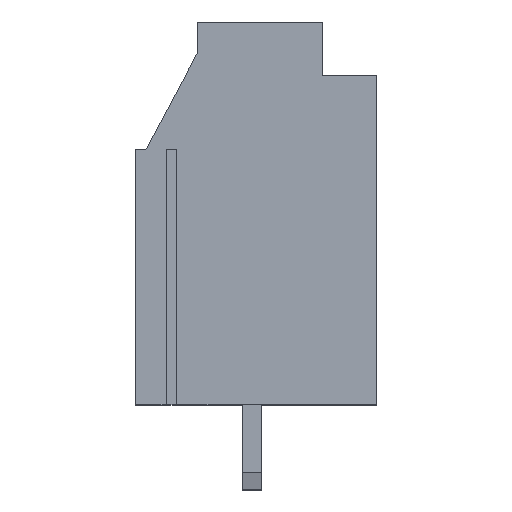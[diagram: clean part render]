
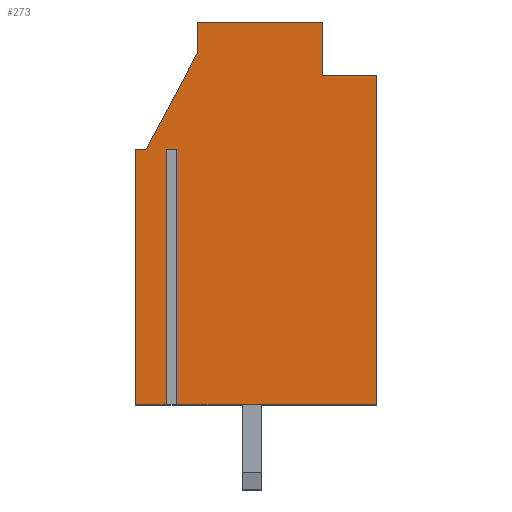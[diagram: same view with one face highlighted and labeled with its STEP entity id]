
A CAD part, top view. The second image highlights one B-rep face of the part: STEP entity #273.
In plain terms, the highlighted planar face has unit normal (0, 0, 1).
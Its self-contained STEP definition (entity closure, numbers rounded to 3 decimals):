
#273 = ADVANCED_FACE( '', ( #582 ), #583, .T. );
#582 = FACE_OUTER_BOUND( '', #916, .T. );
#583 = PLANE( '', #917 );
#916 = EDGE_LOOP( '', ( #1619, #1620, #1621, #1622, #1623, #1624, #1625, #1626, #1627, #1628, #1629, #1630, #1631 ) );
#917 = AXIS2_PLACEMENT_3D( '', #1632, #1633, #1634 );
#1619 = ORIENTED_EDGE( '', *, *, #2165, .F. );
#1620 = ORIENTED_EDGE( '', *, *, #2192, .F. );
#1621 = ORIENTED_EDGE( '', *, *, #2242, .F. );
#1622 = ORIENTED_EDGE( '', *, *, #2138, .F. );
#1623 = ORIENTED_EDGE( '', *, *, #2004, .F. );
#1624 = ORIENTED_EDGE( '', *, *, #2049, .F. );
#1625 = ORIENTED_EDGE( '', *, *, #2241, .F. );
#1626 = ORIENTED_EDGE( '', *, *, #2195, .F. );
#1627 = ORIENTED_EDGE( '', *, *, #2263, .F. );
#1628 = ORIENTED_EDGE( '', *, *, #1985, .F. );
#1629 = ORIENTED_EDGE( '', *, *, #2162, .F. );
#1630 = ORIENTED_EDGE( '', *, *, #2204, .F. );
#1631 = ORIENTED_EDGE( '', *, *, #2234, .F. );
#1632 = CARTESIAN_POINT( '', ( 11.35, -6.215, 15.24 ) );
#1633 = DIRECTION( '', ( 0., 0., 1. ) );
#1634 = DIRECTION( '', ( -1., 0., 0. ) );
#1985 = EDGE_CURVE( '', #2362, #2364, #2365, .T. );
#2004 = EDGE_CURVE( '', #2399, #2395, #2401, .T. );
#2049 = EDGE_CURVE( '', #2476, #2399, #2478, .T. );
#2138 = EDGE_CURVE( '', #2395, #2616, #2618, .T. );
#2162 = EDGE_CURVE( '', #2656, #2362, #2658, .T. );
#2165 = EDGE_CURVE( '', #2660, #2662, #2663, .T. );
#2192 = EDGE_CURVE( '', #2703, #2660, #2705, .T. );
#2195 = EDGE_CURVE( '', #2707, #2709, #2710, .T. );
#2204 = EDGE_CURVE( '', #2720, #2656, #2722, .T. );
#2234 = EDGE_CURVE( '', #2662, #2720, #2765, .T. );
#2241 = EDGE_CURVE( '', #2709, #2476, #2773, .T. );
#2242 = EDGE_CURVE( '', #2616, #2703, #2774, .T. );
#2263 = EDGE_CURVE( '', #2364, #2707, #2802, .T. );
#2362 = VERTEX_POINT( '', #2917 );
#2364 = VERTEX_POINT( '', #2920 );
#2365 = LINE( '', #2921, #2922 );
#2395 = VERTEX_POINT( '', #2966 );
#2399 = VERTEX_POINT( '', #2972 );
#2401 = LINE( '', #2975, #2976 );
#2476 = VERTEX_POINT( '', #3084 );
#2478 = LINE( '', #3087, #3088 );
#2616 = VERTEX_POINT( '', #3283 );
#2618 = LINE( '', #3286, #3287 );
#2656 = VERTEX_POINT( '', #3343 );
#2658 = LINE( '', #3346, #3347 );
#2660 = VERTEX_POINT( '', #3349 );
#2662 = VERTEX_POINT( '', #3352 );
#2663 = LINE( '', #3353, #3354 );
#2703 = VERTEX_POINT( '', #3415 );
#2705 = LINE( '', #3418, #3419 );
#2707 = VERTEX_POINT( '', #3421 );
#2709 = VERTEX_POINT( '', #3424 );
#2710 = LINE( '', #3425, #3426 );
#2720 = VERTEX_POINT( '', #3441 );
#2722 = LINE( '', #3444, #3445 );
#2765 = LINE( '', #3508, #3509 );
#2773 = LINE( '', #3522, #3523 );
#2774 = LINE( '', #3524, #3525 );
#2802 = LINE( '', #3566, #3567 );
#2917 = CARTESIAN_POINT( '', ( 8.8, 18., 15.24 ) );
#2920 = CARTESIAN_POINT( '', ( 8.8, 15.5, 15.24 ) );
#2921 = CARTESIAN_POINT( '', ( 8.8, 0., 15.24 ) );
#2922 = VECTOR( '', #3699, 1000. );
#2966 = CARTESIAN_POINT( '', ( 1.446, 12., 15.24 ) );
#2972 = CARTESIAN_POINT( '', ( 1.954, 12., 15.24 ) );
#2975 = CARTESIAN_POINT( '', ( 5.35, 12., 15.24 ) );
#2976 = VECTOR( '', #3717, 1000. );
#3084 = CARTESIAN_POINT( '', ( 1.954, 0., 15.24 ) );
#3087 = CARTESIAN_POINT( '', ( 1.954, 0., 15.24 ) );
#3088 = VECTOR( '', #3755, 1000. );
#3283 = CARTESIAN_POINT( '', ( 1.446, 0., 15.24 ) );
#3286 = CARTESIAN_POINT( '', ( 1.446, 0., 15.24 ) );
#3287 = VECTOR( '', #3844, 1000. );
#3343 = CARTESIAN_POINT( '', ( 2.9, 18., 15.24 ) );
#3346 = CARTESIAN_POINT( '', ( 5.35, 18., 15.24 ) );
#3347 = VECTOR( '', #3864, 1000. );
#3349 = CARTESIAN_POINT( '', ( 0., 12., 15.24 ) );
#3352 = CARTESIAN_POINT( '', ( 0.5, 12., 15.24 ) );
#3353 = CARTESIAN_POINT( '', ( 5.35, 12., 15.24 ) );
#3354 = VECTOR( '', #3866, 1000. );
#3415 = CARTESIAN_POINT( '', ( 0., 0., 15.24 ) );
#3418 = CARTESIAN_POINT( '', ( 0., 0., 15.24 ) );
#3419 = VECTOR( '', #3889, 1000. );
#3421 = CARTESIAN_POINT( '', ( 11.35, 15.5, 15.24 ) );
#3424 = CARTESIAN_POINT( '', ( 11.35, 0., 15.24 ) );
#3425 = CARTESIAN_POINT( '', ( 11.35, 0., 15.24 ) );
#3426 = VECTOR( '', #3891, 1000. );
#3441 = CARTESIAN_POINT( '', ( 2.9, 16.5, 15.24 ) );
#3444 = CARTESIAN_POINT( '', ( 2.9, 0., 15.24 ) );
#3445 = VECTOR( '', #3898, 1000. );
#3508 = CARTESIAN_POINT( '', ( -5.9, 0., 15.24 ) );
#3509 = VECTOR( '', #3919, 1000. );
#3522 = CARTESIAN_POINT( '', ( 5.35, 0., 15.24 ) );
#3523 = VECTOR( '', #3925, 1000. );
#3524 = CARTESIAN_POINT( '', ( 5.35, 0., 15.24 ) );
#3525 = VECTOR( '', #3926, 1000. );
#3566 = CARTESIAN_POINT( '', ( 5.35, 15.5, 15.24 ) );
#3567 = VECTOR( '', #3940, 1000. );
#3699 = DIRECTION( '', ( 0., -1., 0. ) );
#3717 = DIRECTION( '', ( -1., 0., 0. ) );
#3755 = DIRECTION( '', ( 0., 1., 0. ) );
#3844 = DIRECTION( '', ( 0., -1., 0. ) );
#3864 = DIRECTION( '', ( 1., 0., 0. ) );
#3866 = DIRECTION( '', ( 1., 0., 0. ) );
#3889 = DIRECTION( '', ( 0., 1., 0. ) );
#3891 = DIRECTION( '', ( 0., -1., 0. ) );
#3898 = DIRECTION( '', ( 0., 1., 0. ) );
#3919 = DIRECTION( '', ( 0.471, 0.882, 0. ) );
#3925 = DIRECTION( '', ( -1., 0., 0. ) );
#3926 = DIRECTION( '', ( -1., 0., 0. ) );
#3940 = DIRECTION( '', ( 1., 0., 0. ) );
